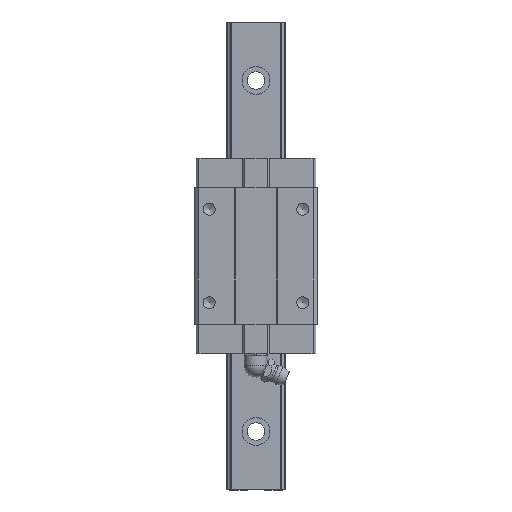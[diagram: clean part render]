
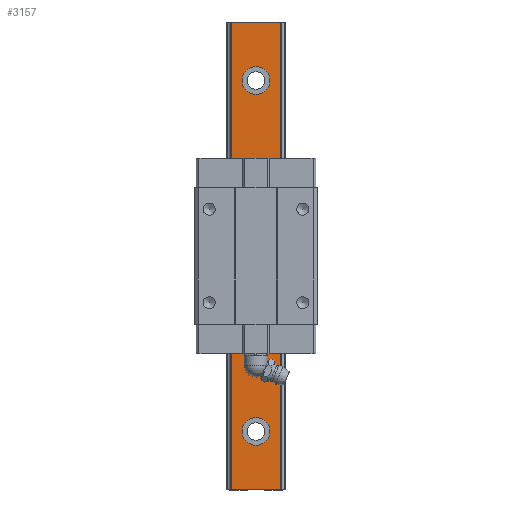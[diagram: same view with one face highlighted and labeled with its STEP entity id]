
A CAD part, top view. The second image highlights one B-rep face of the part: STEP entity #3157.
In plain terms, the highlighted planar face has unit normal (0, 0, 1).
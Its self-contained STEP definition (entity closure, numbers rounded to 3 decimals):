
#62=CIRCLE('',#3994,4.75);
#67=CIRCLE('',#4011,4.75);
#91=CIRCLE('',#4067,4.75);
#481=ORIENTED_EDGE('',*,*,#1224,.T.);
#482=ORIENTED_EDGE('',*,*,#1243,.T.);
#483=ORIENTED_EDGE('',*,*,#1328,.T.);
#484=ORIENTED_EDGE('',*,*,#1329,.T.);
#485=ORIENTED_EDGE('',*,*,#1330,.F.);
#486=ORIENTED_EDGE('',*,*,#1331,.F.);
#487=ORIENTED_EDGE('',*,*,#1326,.T.);
#1224=EDGE_CURVE('',#1675,#1675,#62,.T.);
#1243=EDGE_CURVE('',#1688,#1688,#67,.T.);
#1326=EDGE_CURVE('',#1742,#1741,#2040,.T.);
#1328=EDGE_CURVE('',#1743,#1743,#91,.T.);
#1329=EDGE_CURVE('',#1741,#1744,#2041,.T.);
#1330=EDGE_CURVE('',#1745,#1744,#2042,.T.);
#1331=EDGE_CURVE('',#1742,#1745,#2043,.T.);
#1675=VERTEX_POINT('',#5308);
#1688=VERTEX_POINT('',#5360);
#1741=VERTEX_POINT('',#5530);
#1742=VERTEX_POINT('',#5532);
#1743=VERTEX_POINT('',#5536);
#1744=VERTEX_POINT('',#5538);
#1745=VERTEX_POINT('',#5540);
#2040=LINE('',#5531,#2324);
#2041=LINE('',#5537,#2325);
#2042=LINE('',#5539,#2326);
#2043=LINE('',#5541,#2327);
#2324=VECTOR('',#4551,1000.);
#2325=VECTOR('',#4558,1000.);
#2326=VECTOR('',#4559,1000.);
#2327=VECTOR('',#4560,1000.);
#2591=EDGE_LOOP('',(#481));
#2592=EDGE_LOOP('',(#482));
#2593=EDGE_LOOP('',(#483));
#2594=EDGE_LOOP('',(#484,#485,#486,#487));
#2820=FACE_BOUND('',#2591,.T.);
#2821=FACE_BOUND('',#2592,.T.);
#2822=FACE_BOUND('',#2593,.T.);
#2823=FACE_BOUND('',#2594,.T.);
#3026=PLANE('',#4066);
#3157=ADVANCED_FACE('',(#2820,#2821,#2822,#2823),#3026,.F.);
#3994=AXIS2_PLACEMENT_3D('',#5307,#4347,#4348);
#4011=AXIS2_PLACEMENT_3D('',#5359,#4387,#4388);
#4066=AXIS2_PLACEMENT_3D('',#5534,#4554,#4555);
#4067=AXIS2_PLACEMENT_3D('',#5535,#4556,#4557);
#4347=DIRECTION('',(0.,0.,-1.));
#4348=DIRECTION('',(1.,0.,0.));
#4387=DIRECTION('',(0.,0.,-1.));
#4388=DIRECTION('',(1.,0.,0.));
#4551=DIRECTION('',(0.,1.,0.));
#4554=DIRECTION('',(0.,0.,-1.));
#4555=DIRECTION('',(-1.,0.,0.));
#4556=DIRECTION('',(0.,0.,-1.));
#4557=DIRECTION('',(1.,0.,0.));
#4558=DIRECTION('',(-1.,0.,0.));
#4559=DIRECTION('',(0.,1.,0.));
#4560=DIRECTION('',(-1.,0.,0.));
#5307=CARTESIAN_POINT('',(0.,-60.,16.5));
#5308=CARTESIAN_POINT('',(4.75,-60.,16.5));
#5359=CARTESIAN_POINT('',(0.,0.,16.5));
#5360=CARTESIAN_POINT('',(4.75,0.,16.5));
#5530=CARTESIAN_POINT('',(8.406,80.,16.5));
#5531=CARTESIAN_POINT('',(8.406,-80.,16.5));
#5532=CARTESIAN_POINT('',(8.406,-80.,16.5));
#5534=CARTESIAN_POINT('',(8.406,-80.,16.5));
#5535=CARTESIAN_POINT('',(0.,60.,16.5));
#5536=CARTESIAN_POINT('',(4.75,60.,16.5));
#5537=CARTESIAN_POINT('',(8.406,80.,16.5));
#5538=CARTESIAN_POINT('',(-8.406,80.,16.5));
#5539=CARTESIAN_POINT('',(-8.406,-80.,16.5));
#5540=CARTESIAN_POINT('',(-8.406,-80.,16.5));
#5541=CARTESIAN_POINT('',(8.406,-80.,16.5));
